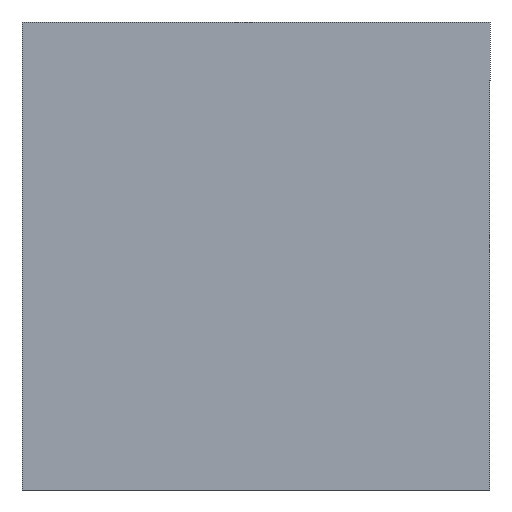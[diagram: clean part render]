
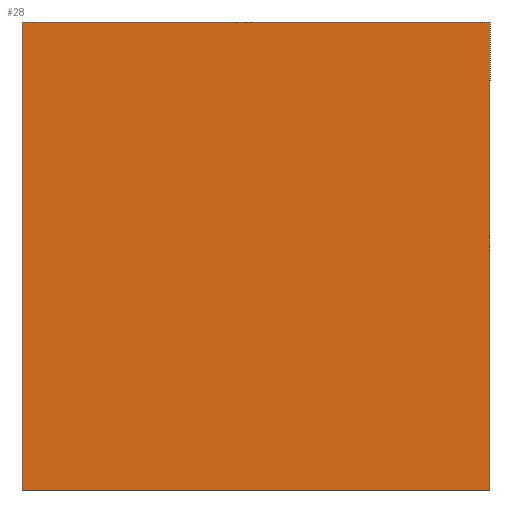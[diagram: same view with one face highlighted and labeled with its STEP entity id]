
A CAD part, front view. The second image highlights one B-rep face of the part: STEP entity #28.
In plain terms, the highlighted planar face has unit normal (0, -1, 0).
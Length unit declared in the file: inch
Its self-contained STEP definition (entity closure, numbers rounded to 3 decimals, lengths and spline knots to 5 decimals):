
#6 = FACE_OUTER_BOUND ( 'NONE', #174, .T. ) ;
#7 = AXIS2_PLACEMENT_3D ( 'NONE', #86, #87, #88 ) ;
#12 = EDGE_CURVE ( 'NONE', #175, #176, #196, .T. ) ;
#13 = EDGE_CURVE ( 'NONE', #176, #179, #200, .T. ) ;
#17 = EDGE_CURVE ( 'NONE', #179, #181, #134, .T. ) ;
#22 = EDGE_CURVE ( 'NONE', #181, #175, #149, .T. ) ;
#28 = ADVANCED_FACE ( 'NONE', ( #6 ), #85, .T. ) ;
#49 = VECTOR ( 'NONE', #198, 39.37008 ) ;
#50 = VECTOR ( 'NONE', #202, 39.37008 ) ;
#54 = VECTOR ( 'NONE', #136, 39.37008 ) ;
#55 = CARTESIAN_POINT ( 'NONE',  ( 0.625, 0., -0.625 ) ) ;
#57 = CARTESIAN_POINT ( 'NONE',  ( 0., 0., -0.625 ) ) ;
#85 = PLANE ( 'NONE',  #7 ) ;
#86 = CARTESIAN_POINT ( 'NONE',  ( 0., 0., 0. ) ) ;
#87 = DIRECTION ( 'NONE',  ( 0., -1., 0. ) ) ;
#88 = DIRECTION ( 'NONE',  ( 0., 0., -1. ) ) ;
#103 = CARTESIAN_POINT ( 'NONE',  ( 0., 0., 0. ) ) ;
#104 = CARTESIAN_POINT ( 'NONE',  ( 0.625, 0., 0. ) ) ;
#111 = ORIENTED_EDGE ( 'NONE', *, *, #17, .F. ) ;
#112 = ORIENTED_EDGE ( 'NONE', *, *, #22, .F. ) ;
#117 = ORIENTED_EDGE ( 'NONE', *, *, #13, .F. ) ;
#119 = ORIENTED_EDGE ( 'NONE', *, *, #12, .F. ) ;
#134 = LINE ( 'NONE', #135, #54 ) ;
#135 = CARTESIAN_POINT ( 'NONE',  ( 0., 0., -0.625 ) ) ;
#136 = DIRECTION ( 'NONE',  ( -1., 0., 0. ) ) ;
#149 = LINE ( 'NONE', #150, #167 ) ;
#150 = CARTESIAN_POINT ( 'NONE',  ( 0., 0., 0. ) ) ;
#151 = DIRECTION ( 'NONE',  ( 0., 0., 1. ) ) ;
#167 = VECTOR ( 'NONE', #151, 39.37008 ) ;
#174 = EDGE_LOOP ( 'NONE', ( #119, #112, #111, #117 ) ) ;
#175 = VERTEX_POINT ( 'NONE', #103 ) ;
#176 = VERTEX_POINT ( 'NONE', #104 ) ;
#179 = VERTEX_POINT ( 'NONE', #55 ) ;
#181 = VERTEX_POINT ( 'NONE', #57 ) ;
#196 = LINE ( 'NONE', #197, #49 ) ;
#197 = CARTESIAN_POINT ( 'NONE',  ( 0.625, 0., 0. ) ) ;
#198 = DIRECTION ( 'NONE',  ( 1., 0., 0. ) ) ;
#200 = LINE ( 'NONE', #201, #50 ) ;
#201 = CARTESIAN_POINT ( 'NONE',  ( 0.625, 0., -0.625 ) ) ;
#202 = DIRECTION ( 'NONE',  ( 0., 0., -1. ) ) ;
